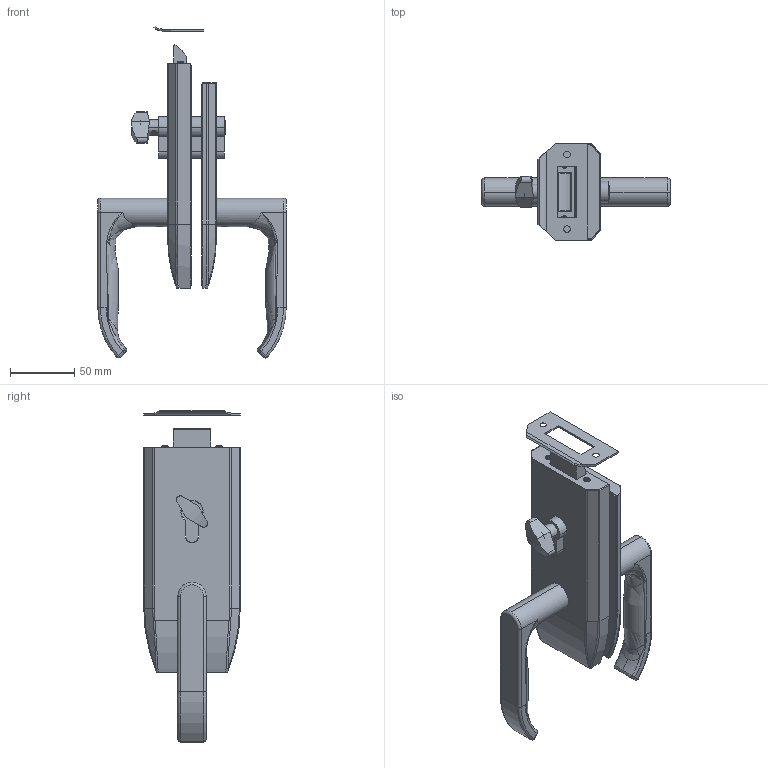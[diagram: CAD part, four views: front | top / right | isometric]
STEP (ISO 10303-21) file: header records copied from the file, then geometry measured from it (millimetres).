
FILE_DESCRIPTION (( 'STEP AP203' ), '1' );
FILE_NAME ('GS-304_D-201_S.STEP', '2019-04-04T08:33:49', ( '' ), ( '' ), 'SwSTEP 2.0', 'SolidWorks 2018', '' );
FILE_SCHEMA (( 'CONFIG_CONTROL_DESIGN' ));
Length unit declared in the file: millimetre
Products named in the file (11): GS-304_D-201_S.P1; GS-304_D-201_S.P3; skrutka DIN 914_M5x8_A2-70_RENDER; GS-304_D-201_S.P2; GS-304_D-201_S.P5; skrutka DIN 965A_M4x5_A2-70; GS-304_D-201_S.P4; GS-304_D-201_S.P10; GS-304_D-201_S; skrutka DIN 914_M6x8_A2-70; skrutka DIN 914_M5x5_A2-70
Assembly tree (14 placements, depth 2):
  GS-304_D-201_S
    GS-304_D-201_S.P1
    GS-304_D-201_S.P2
    GS-304_D-201_S.P3
    GS-304_D-201_S.P4
    GS-304_D-201_S.P5
    skrutka DIN 965A_M4x5_A2-70  x3
    skrutka DIN 914_M5x8_A2-70_RENDER  x2
    skrutka DIN 914_M6x8_A2-70  x2
    skrutka DIN 914_M5x5_A2-70
    GS-304_D-201_S.P10
Bounding box: 146.4 x 75 x 258.08 mm (x, y, z)
Volume: 319648.1 mm3; surface area: 188451.2 mm2
Topology: 20 solids, 20 shells, 668 faces, 1585 edges, 938 vertices
Faces by surface type: plane 274, cylinder 178, cone 91, bspline 86, torus 23, sphere 16
Entity records: 26191 total; most frequent: CARTESIAN_POINT 12863, ORIENTED_EDGE 2572, DIRECTION 2405, EDGE_CURVE 1286, AXIS2_PLACEMENT_3D 882, VERTEX_POINT 778, VECTOR 641, LINE 641
